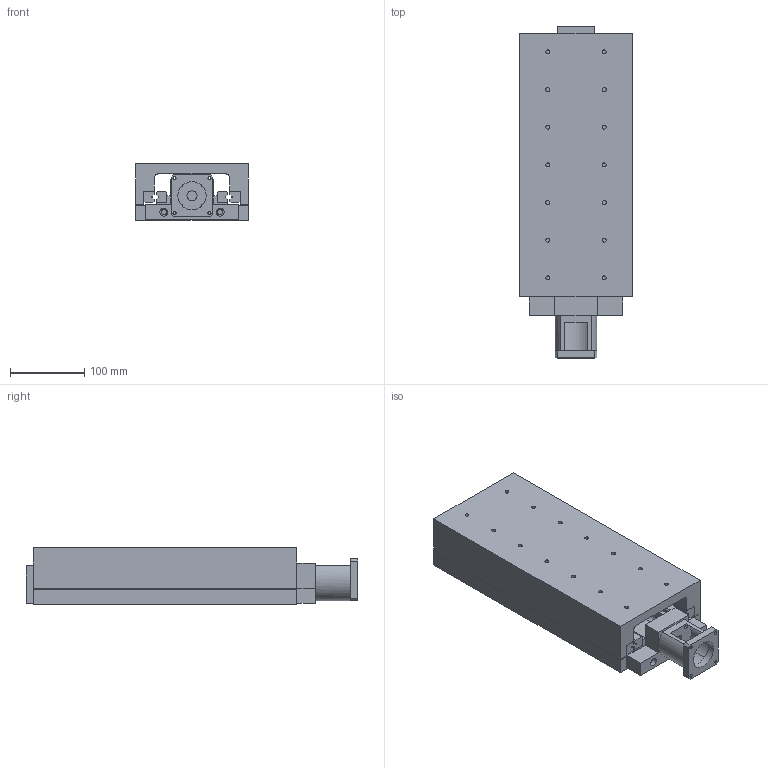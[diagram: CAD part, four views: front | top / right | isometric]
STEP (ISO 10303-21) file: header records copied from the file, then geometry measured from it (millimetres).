
FILE_DESCRIPTION((''),'2;1');
FILE_NAME('MLP6-14-10.stp','2003-11-19T00:10:30',('Raul'),(''),'Autodesk Inventor (tm) 5.3','Autodesk Inventor (tm) 5.3','');
FILE_SCHEMA(('CONFIG_CONTROL_DESIGN'));
Length unit declared in the file: inch
Products named in the file (10): MLP6-14-10; MLP6-14-10 PART1; MLP6-14-10 TOP-PLATE; MLP6-14-10 RAIL-1; MLP6-14-10 RAIL-2; MLP6-14-10 RAIL-3; MLP6-14-10 RAIL-4; MLP6-14-10 END-PLATE-A; MLP6-14-10 ~~MTRBRKT23; MLP6-14-10 END-PLATE-B
Assembly tree (9 placements, depth 2):
  MLP6-14-10
    MLP6-14-10 PART1
    MLP6-14-10 TOP-PLATE
    MLP6-14-10 RAIL-1
    MLP6-14-10 RAIL-2
    MLP6-14-10 RAIL-3
    MLP6-14-10 RAIL-4
    MLP6-14-10 END-PLATE-A
    MLP6-14-10 ~~MTRBRKT23
    MLP6-14-10 END-PLATE-B
Bounding box: 152.3 x 447.68 x 76.2 mm (x, y, z)
Volume: 2848564.2 mm3; surface area: 471954.6 mm2
Topology: 9 solids, 9 shells, 251 faces, 658 edges, 431 vertices
Faces by surface type: plane 127, bspline 108, cylinder 16
Entity records: 10438 total; most frequent: CARTESIAN_POINT 3047, ORIENTED_EDGE 1300, DIRECTION 1189, EDGE_CURVE 650, VECTOR 435, LINE 435, VERTEX_POINT 431, AXIS2_PLACEMENT_3D 377
